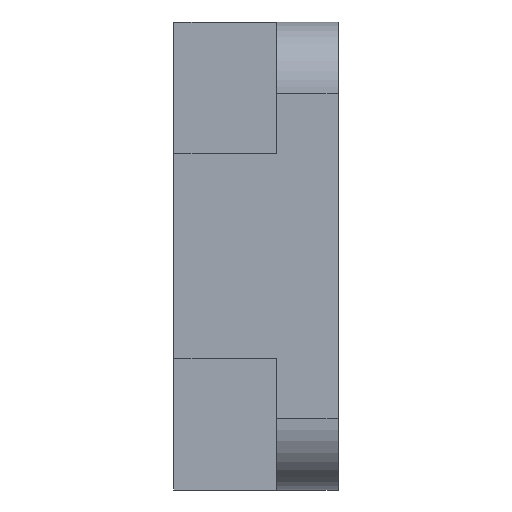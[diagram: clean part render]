
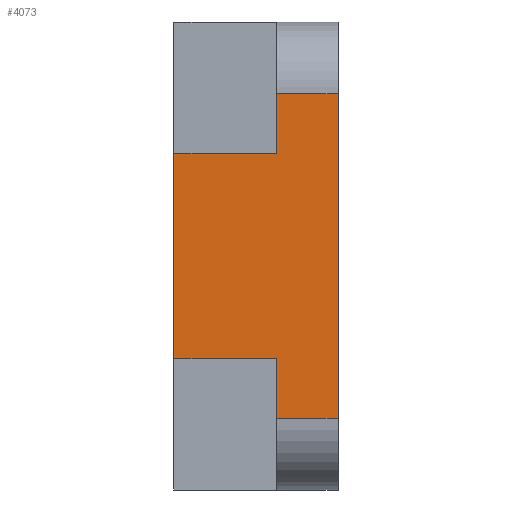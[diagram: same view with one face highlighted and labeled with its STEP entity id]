
A CAD part, left-side view. The second image highlights one B-rep face of the part: STEP entity #4073.
In plain terms, the highlighted free-form (B-spline) face has degree [1, 1] with [2, 2] control points.
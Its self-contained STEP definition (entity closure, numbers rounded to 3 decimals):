
#3866=CARTESIAN_POINT('V67',(-28.25,3.0,5.0));
#3867=VERTEX_POINT('V67',#3866);
#3868=CARTESIAN_POINT('V72',(-28.25,8.0,5.0));
#3869=VERTEX_POINT('V72',#3868);
#3870=CARTESIAN_POINT('E102',(-28.25,3.0,5.0));
#3871=CARTESIAN_POINT('E102',(-28.25,8.0,5.0));
#3872=QUASI_UNIFORM_CURVE('E102',1,(#3870,#3871),.POLYLINE_FORM.,.F.,
   .U.);
#3873=EDGE_CURVE('E102',#3867,#3869,#3872,.T.);
#3894=CARTESIAN_POINT('V69',(-28.25,3.0,
   7.9));
#3895=VERTEX_POINT('V69',#3894);
#3896=CARTESIAN_POINT('E95',(-28.25,3.0,
   7.9));
#3897=CARTESIAN_POINT('E95',(-28.25,3.0,5.0));
#3898=QUASI_UNIFORM_CURVE('E95',1,(#3896,#3897),.POLYLINE_FORM.,.F.,
   .U.);
#3899=EDGE_CURVE('E95',#3895,#3867,#3898,.T.);
#3944=CARTESIAN_POINT('V31',(-28.25,0.0,
   7.9));
#3945=VERTEX_POINT('V31',#3944);
#3946=CARTESIAN_POINT('E105',(-28.25,3.0,
   7.9));
#3947=CARTESIAN_POINT('E105',(-28.25,0.0,
   7.9));
#3948=B_SPLINE_CURVE_WITH_KNOTS('E105',1,(#3946,#3947),
   .POLYLINE_FORM.,.F.,.U.,(2,2),(0.625,1.0),
   .UNSPECIFIED.);
#3949=EDGE_CURVE('E105',#3895,#3945,#3948,.T.);
#4016=CARTESIAN_POINT('V64',(-28.25,3.0,-5.0));
#4017=VERTEX_POINT('V64',#4016);
#4023=CARTESIAN_POINT('V71',(-28.25,8.0,-5.0));
#4024=VERTEX_POINT('V71',#4023);
#4025=CARTESIAN_POINT('E99',(-28.25,8.0,-5.0));
#4026=CARTESIAN_POINT('E99',(-28.25,3.0,-5.0));
#4027=QUASI_UNIFORM_CURVE('E99',1,(#4025,#4026),.POLYLINE_FORM.,.F.,
   .U.);
#4028=EDGE_CURVE('E99',#4024,#4017,#4027,.T.);
#4038=CARTESIAN_POINT('F33',(-28.25,0.0,
   -7.9));
#4039=CARTESIAN_POINT('F33',(-28.25,0.0,
   7.9));
#4040=CARTESIAN_POINT('F33',(-28.25,8.0,
   -7.9));
#4041=CARTESIAN_POINT('F33',(-28.25,8.0,
   7.9));
#4042=QUASI_UNIFORM_SURFACE('F33',1,1,((#4038,#4040),(#4039,#4041))
,.PLANE_SURF.,.F.,.F.,.U.);
#4043=ORIENTED_EDGE('E99',*,*,#4028,.T.);
#4044=CARTESIAN_POINT('V65',(-28.25,3.0,
   -7.9));
#4045=VERTEX_POINT('V65',#4044);
#4046=CARTESIAN_POINT('E88',(-28.25,3.0,-5.0));
#4047=CARTESIAN_POINT('E88',(-28.25,3.0,
   -7.9));
#4048=QUASI_UNIFORM_CURVE('E88',1,(#4046,#4047),.POLYLINE_FORM.,.F.,
   .U.);
#4049=EDGE_CURVE('E88',#4017,#4045,#4048,.T.);
#4050=ORIENTED_EDGE('E88',*,*,#4049,.T.);
#4051=CARTESIAN_POINT('V32',(-28.25,0.0,
   -7.9));
#4052=VERTEX_POINT('V32',#4051);
#4053=CARTESIAN_POINT('E104',(-28.25,3.0,
   -7.9));
#4054=CARTESIAN_POINT('E104',(-28.25,0.0,
   -7.9));
#4055=B_SPLINE_CURVE_WITH_KNOTS('E104',1,(#4053,#4054),
   .POLYLINE_FORM.,.F.,.U.,(2,2),(0.625,1.0),
   .UNSPECIFIED.);
#4056=EDGE_CURVE('E104',#4045,#4052,#4055,.T.);
#4057=ORIENTED_EDGE('E104',*,*,#4056,.T.);
#4058=CARTESIAN_POINT('E33',(-28.25,0.0,
   7.9));
#4059=CARTESIAN_POINT('E33',(-28.25,0.0,
   -7.9));
#4060=QUASI_UNIFORM_CURVE('E33',1,(#4058,#4059),.POLYLINE_FORM.,.F.,
   .U.);
#4061=EDGE_CURVE('E33',#3945,#4052,#4060,.T.);
#4062=ORIENTED_EDGE('E33',*,*,#4061,.F.);
#4063=ORIENTED_EDGE('E105',*,*,#3949,.F.);
#4064=ORIENTED_EDGE('E95',*,*,#3899,.T.);
#4065=ORIENTED_EDGE('E102',*,*,#3873,.T.);
#4066=CARTESIAN_POINT('E106',(-28.25,8.0,-5.0));
#4067=CARTESIAN_POINT('E106',(-28.25,8.0,5.0));
#4068=B_SPLINE_CURVE_WITH_KNOTS('E106',1,(#4066,#4067),
   .POLYLINE_FORM.,.F.,.U.,(2,2),(0.184,
   0.816),.UNSPECIFIED.);
#4069=EDGE_CURVE('E106',#4024,#3869,#4068,.T.);
#4070=ORIENTED_EDGE('E106',*,*,#4069,.F.);
#4071=EDGE_LOOP('F33',(#4043,#4050,#4057,#4062,#4063,#4064,#4065,
   #4070));
#4072=FACE_OUTER_BOUND('F33',#4071,.T.);
#4073=ADVANCED_FACE('F33',(#4072),#4042,.T.);
